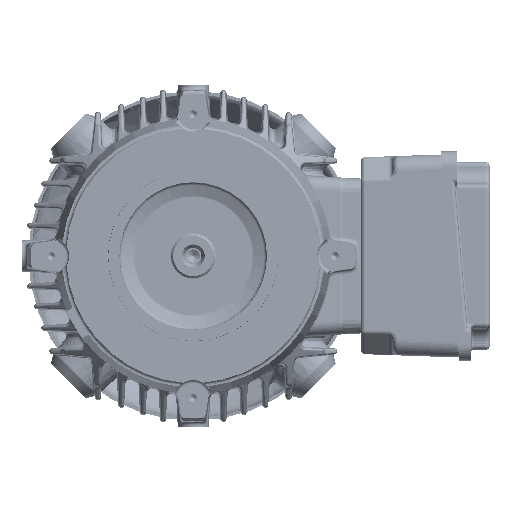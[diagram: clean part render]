
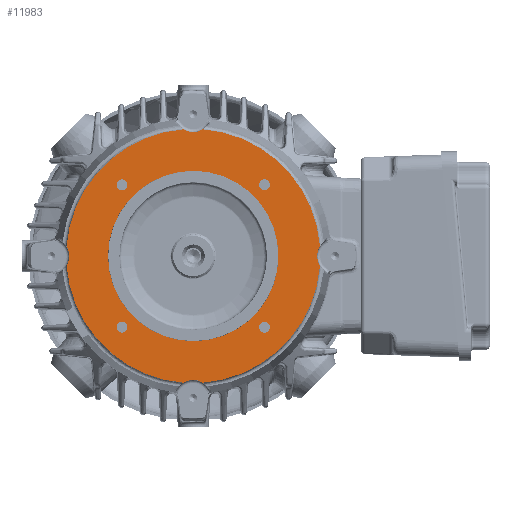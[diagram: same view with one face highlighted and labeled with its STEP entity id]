
A CAD part, left-side view. The second image highlights one B-rep face of the part: STEP entity #11983.
In plain terms, the highlighted planar face has unit normal (-1, 0, 0).
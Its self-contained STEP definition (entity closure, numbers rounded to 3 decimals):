
#11983 = ADVANCED_FACE( '', ( #25107, #25108, #25109, #25110, #25111, #25112 ), #25113, .T. );
#25107 = FACE_BOUND( '', #148458, .T. );
#25108 = FACE_BOUND( '', #148459, .T. );
#25109 = FACE_BOUND( '', #148460, .T. );
#25110 = FACE_BOUND( '', #148461, .T. );
#25111 = FACE_OUTER_BOUND( '', #148462, .T. );
#25112 = FACE_BOUND( '', #148463, .T. );
#25113 = PLANE( '', #148464 );
#148458 = EDGE_LOOP( '', ( #195462 ) );
#148459 = EDGE_LOOP( '', ( #195463 ) );
#148460 = EDGE_LOOP( '', ( #195464 ) );
#148461 = EDGE_LOOP( '', ( #195465 ) );
#148462 = EDGE_LOOP( '', ( #195466, #195467, #195468, #195469, #195470, #195471, #195472, #195473 ) );
#148463 = EDGE_LOOP( '', ( #195474 ) );
#148464 = AXIS2_PLACEMENT_3D( '', #195475, #195476, #195477 );
#195462 = ORIENTED_EDGE( '', *, *, #209670, .F. );
#195463 = ORIENTED_EDGE( '', *, *, #213527, .F. );
#195464 = ORIENTED_EDGE( '', *, *, #212945, .F. );
#195465 = ORIENTED_EDGE( '', *, *, #210874, .F. );
#195466 = ORIENTED_EDGE( '', *, *, #213419, .T. );
#195467 = ORIENTED_EDGE( '', *, *, #204926, .F. );
#195468 = ORIENTED_EDGE( '', *, *, #201772, .T. );
#195469 = ORIENTED_EDGE( '', *, *, #209323, .F. );
#195470 = ORIENTED_EDGE( '', *, *, #210082, .T. );
#195471 = ORIENTED_EDGE( '', *, *, #210585, .F. );
#195472 = ORIENTED_EDGE( '', *, *, #204830, .T. );
#195473 = ORIENTED_EDGE( '', *, *, #213528, .F. );
#195474 = ORIENTED_EDGE( '', *, *, #209223, .F. );
#195475 = CARTESIAN_POINT( '', ( -26.5, 55., 0. ) );
#195476 = DIRECTION( '', ( -1., 0., 0. ) );
#195477 = DIRECTION( '', ( 0., -1., 0. ) );
#201772 = EDGE_CURVE( '', #218474, #218472, #218475, .T. );
#204830 = EDGE_CURVE( '', #223373, #223371, #223374, .T. );
#204926 = EDGE_CURVE( '', #218474, #223517, #223518, .T. );
#209223 = EDGE_CURVE( '', #229755, #229755, #229756, .T. );
#209323 = EDGE_CURVE( '', #229886, #218472, #229888, .T. );
#209670 = EDGE_CURVE( '', #230329, #230329, #230330, .T. );
#210082 = EDGE_CURVE( '', #229886, #230852, #230854, .T. );
#210585 = EDGE_CURVE( '', #223373, #230852, #231470, .T. );
#210874 = EDGE_CURVE( '', #231819, #231819, #231820, .T. );
#212945 = EDGE_CURVE( '', #234208, #234208, #234209, .T. );
#213419 = EDGE_CURVE( '', #234697, #223517, #234698, .T. );
#213527 = EDGE_CURVE( '', #234816, #234816, #234817, .T. );
#213528 = EDGE_CURVE( '', #234697, #223371, #234818, .T. );
#218472 = VERTEX_POINT( '', #257088 );
#218474 = VERTEX_POINT( '', #257091 );
#218475 = CIRCLE( '', #257092, 82. );
#223371 = VERTEX_POINT( '', #280375 );
#223373 = VERTEX_POINT( '', #280378 );
#223374 = CIRCLE( '', #280379, 82. );
#223517 = VERTEX_POINT( '', #281028 );
#223518 = CIRCLE( '', #281029, 11.5 );
#229755 = VERTEX_POINT( '', #310090 );
#229756 = CIRCLE( '', #310091, 55. );
#229886 = VERTEX_POINT( '', #310532 );
#229888 = CIRCLE( '', #310535, 11.5 );
#230329 = VERTEX_POINT( '', #312931 );
#230330 = CIRCLE( '', #312932, 3.493 );
#230852 = VERTEX_POINT( '', #315851 );
#230854 = CIRCLE( '', #315854, 82. );
#231470 = CIRCLE( '', #319206, 11.5 );
#231819 = VERTEX_POINT( '', #320827 );
#231820 = CIRCLE( '', #320828, 3.493 );
#234208 = VERTEX_POINT( '', #331456 );
#234209 = CIRCLE( '', #331457, 3.493 );
#234697 = VERTEX_POINT( '', #333649 );
#234698 = CIRCLE( '', #333650, 82. );
#234816 = VERTEX_POINT( '', #334060 );
#234817 = CIRCLE( '', #334061, 3.493 );
#234818 = CIRCLE( '', #334062, 11.5 );
#257088 = CARTESIAN_POINT( '', ( -26.5, -81.77, -6.131 ) );
#257091 = CARTESIAN_POINT( '', ( -26.5, -6.131, -81.77 ) );
#257092 = AXIS2_PLACEMENT_3D( '', #338387, #338388, #338389 );
#280375 = CARTESIAN_POINT( '', ( -26.5, 81.77, 6.131 ) );
#280378 = CARTESIAN_POINT( '', ( -26.5, 6.131, 81.77 ) );
#280379 = AXIS2_PLACEMENT_3D( '', #341898, #341899, #341900 );
#281028 = CARTESIAN_POINT( '', ( -26.5, 6.131, -81.77 ) );
#281029 = AXIS2_PLACEMENT_3D( '', #341994, #341995, #341996 );
#310090 = CARTESIAN_POINT( '', ( -26.5, -55., 0. ) );
#310091 = AXIS2_PLACEMENT_3D( '', #347038, #347039, #347040 );
#310532 = CARTESIAN_POINT( '', ( -26.5, -81.77, 6.131 ) );
#310535 = AXIS2_PLACEMENT_3D( '', #347145, #347146, #347147 );
#312931 = CARTESIAN_POINT( '', ( -26.5, 42.469, -45.962 ) );
#312932 = AXIS2_PLACEMENT_3D( '', #347467, #347468, #347469 );
#315851 = CARTESIAN_POINT( '', ( -26.5, -6.131, 81.77 ) );
#315854 = AXIS2_PLACEMENT_3D( '', #347822, #347823, #347824 );
#319206 = AXIS2_PLACEMENT_3D( '', #348249, #348250, #348251 );
#320827 = CARTESIAN_POINT( '', ( -26.5, 42.469, 45.962 ) );
#320828 = AXIS2_PLACEMENT_3D( '', #348525, #348526, #348527 );
#331456 = CARTESIAN_POINT( '', ( -26.5, -49.454, 45.962 ) );
#331457 = AXIS2_PLACEMENT_3D( '', #350473, #350474, #350475 );
#333649 = CARTESIAN_POINT( '', ( -26.5, 81.77, -6.131 ) );
#333650 = AXIS2_PLACEMENT_3D( '', #350716, #350717, #350718 );
#334060 = CARTESIAN_POINT( '', ( -26.5, -49.454, -45.962 ) );
#334061 = AXIS2_PLACEMENT_3D( '', #350799, #350800, #350801 );
#334062 = AXIS2_PLACEMENT_3D( '', #350802, #350803, #350804 );
#338387 = CARTESIAN_POINT( '', ( -26.5, 0., 0. ) );
#338388 = DIRECTION( '', ( -1., 0., 0. ) );
#338389 = DIRECTION( '', ( 0., -1., 0. ) );
#341898 = CARTESIAN_POINT( '', ( -26.5, 0., 0. ) );
#341899 = DIRECTION( '', ( -1., 0., 0. ) );
#341900 = DIRECTION( '', ( 0., -1., 0. ) );
#341994 = CARTESIAN_POINT( '', ( -26.5, 0., -91.5 ) );
#341995 = DIRECTION( '', ( -1., 0., 0. ) );
#341996 = DIRECTION( '', ( 0., -1., 0. ) );
#347038 = CARTESIAN_POINT( '', ( -26.5, 0., 0. ) );
#347039 = DIRECTION( '', ( -1., 0., 0. ) );
#347040 = DIRECTION( '', ( 0., -1., 0. ) );
#347145 = CARTESIAN_POINT( '', ( -26.5, -91.5, 0. ) );
#347146 = DIRECTION( '', ( -1., 0., 0. ) );
#347147 = DIRECTION( '', ( 0., -1., 0. ) );
#347467 = CARTESIAN_POINT( '', ( -26.5, 45.962, -45.962 ) );
#347468 = DIRECTION( '', ( -1., 0., 0. ) );
#347469 = DIRECTION( '', ( 0., -1., 0. ) );
#347822 = CARTESIAN_POINT( '', ( -26.5, 0., 0. ) );
#347823 = DIRECTION( '', ( -1., 0., 0. ) );
#347824 = DIRECTION( '', ( 0., -1., 0. ) );
#348249 = CARTESIAN_POINT( '', ( -26.5, 0., 91.5 ) );
#348250 = DIRECTION( '', ( -1., 0., 0. ) );
#348251 = DIRECTION( '', ( 0., -1., 0. ) );
#348525 = CARTESIAN_POINT( '', ( -26.5, 45.962, 45.962 ) );
#348526 = DIRECTION( '', ( -1., 0., 0. ) );
#348527 = DIRECTION( '', ( 0., -1., 0. ) );
#350473 = CARTESIAN_POINT( '', ( -26.5, -45.962, 45.962 ) );
#350474 = DIRECTION( '', ( -1., 0., 0. ) );
#350475 = DIRECTION( '', ( 0., -1., 0. ) );
#350716 = CARTESIAN_POINT( '', ( -26.5, 0., 0. ) );
#350717 = DIRECTION( '', ( -1., 0., 0. ) );
#350718 = DIRECTION( '', ( 0., -1., 0. ) );
#350799 = CARTESIAN_POINT( '', ( -26.5, -45.962, -45.962 ) );
#350800 = DIRECTION( '', ( -1., 0., 0. ) );
#350801 = DIRECTION( '', ( 0., -1., 0. ) );
#350802 = CARTESIAN_POINT( '', ( -26.5, 91.5, 0. ) );
#350803 = DIRECTION( '', ( -1., 0., 0. ) );
#350804 = DIRECTION( '', ( 0., -1., 0. ) );
